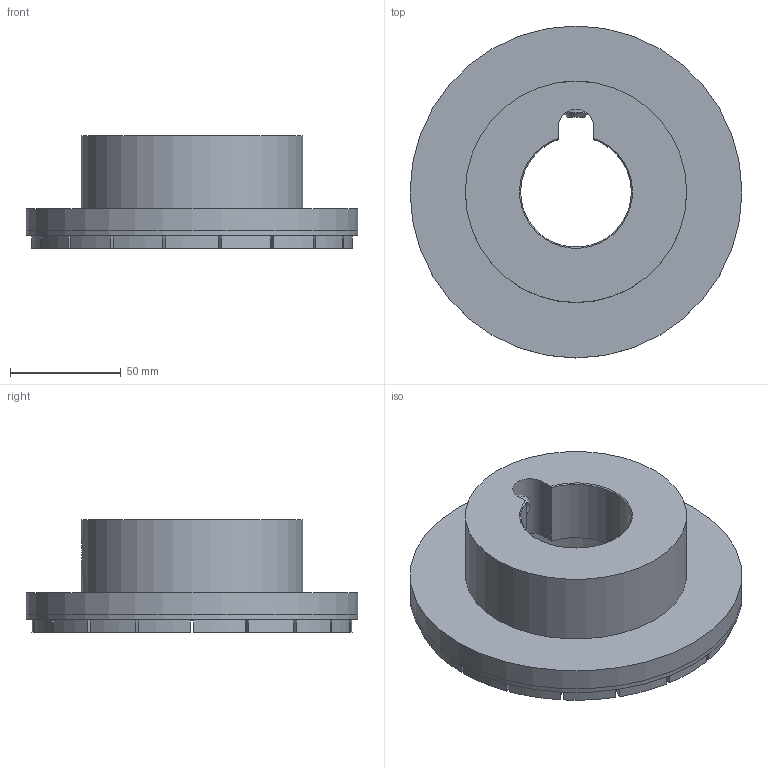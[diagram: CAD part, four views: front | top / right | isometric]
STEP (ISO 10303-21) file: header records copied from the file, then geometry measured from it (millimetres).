
FILE_DESCRIPTION( ( 'STEP AP203' ), '1' );
FILE_NAME( ' ', ' ', ( ' ' ), ( ' ' ), 'PSStep 10.0', ' ', ' ' );
FILE_SCHEMA( ( 'CONFIG_CONTROL_DESIGN' ) );
Length unit declared in the file: millimetre
Products named in the file (5): 1; 2; Assem1; 3; 4
Bounding box: 150 x 150 x 51 mm (x, y, z)
Volume: 405526.7 mm3; surface area: 103636.1 mm2
Topology: 23 solids, 23 shells, 227 faces, 534 edges, 354 vertices
Faces by surface type: plane 135, cylinder 85, cone 7
Full cylindrical faces by diameter (mm): 10.25 x1, 12 x2, 76 x1, 81 x2, 100 x1, 150 x2
Entity records: 3930 total; most frequent: CARTESIAN_POINT 800, DIRECTION 624, ORIENTED_EDGE 556, EDGE_CURVE 278, AXIS2_PLACEMENT_3D 226, VERTEX_POINT 192, LINE 172, VECTOR 172
